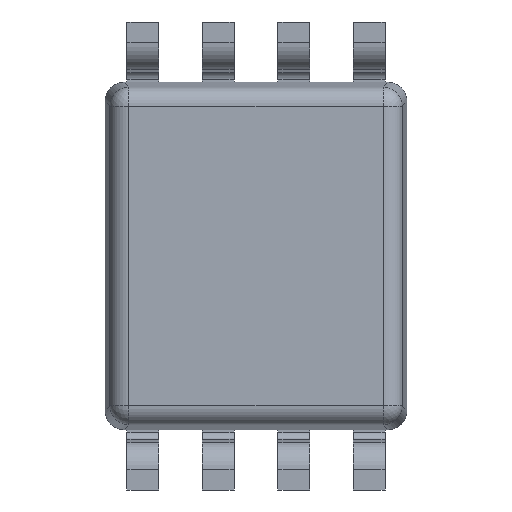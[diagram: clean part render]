
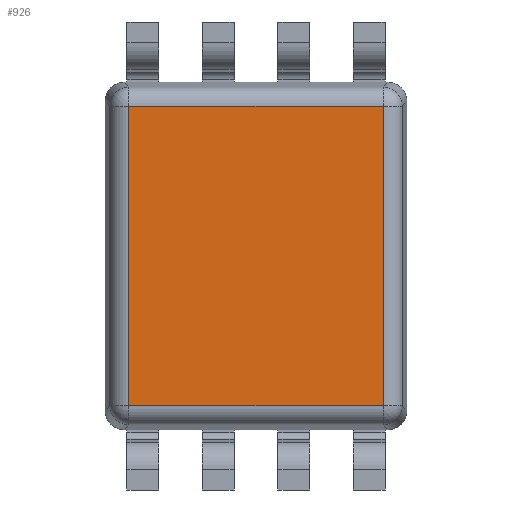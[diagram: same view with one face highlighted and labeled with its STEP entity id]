
A CAD part, front view. The second image highlights one B-rep face of the part: STEP entity #926.
In plain terms, the highlighted planar face has unit normal (0, -1, 0).
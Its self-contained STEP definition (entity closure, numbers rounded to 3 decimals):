
#42=DIRECTION('',(0.,0.,-1.));
#43=VECTOR('',#42,1.985);
#44=CARTESIAN_POINT('',(-0.843,-0.465,0.993));
#45=LINE('',#44,#43);
#50=DIRECTION('',(-1.,0.,0.));
#51=VECTOR('',#50,1.685);
#52=CARTESIAN_POINT('',(0.843,-0.465,0.993));
#53=LINE('',#52,#51);
#57=DIRECTION('',(0.,0.,1.));
#58=VECTOR('',#57,1.985);
#59=CARTESIAN_POINT('',(0.843,-0.465,-0.993));
#60=LINE('',#59,#58);
#64=DIRECTION('',(1.,0.,0.));
#65=VECTOR('',#64,1.685);
#66=CARTESIAN_POINT('',(-0.843,-0.465,-0.993));
#67=LINE('',#66,#65);
#815=CARTESIAN_POINT('',(-0.843,-0.465,0.993));
#816=CARTESIAN_POINT('',(-0.843,-0.465,-0.993));
#817=VERTEX_POINT('',#815);
#818=VERTEX_POINT('',#816);
#892=CARTESIAN_POINT('',(0.843,-0.465,-0.993));
#893=VERTEX_POINT('',#892);
#894=CARTESIAN_POINT('',(0.843,-0.465,0.993));
#895=VERTEX_POINT('',#894);
#911=CARTESIAN_POINT('',(0.,-0.465,0.));
#912=DIRECTION('',(0.,1.,0.));
#913=DIRECTION('',(1.,0.,0.));
#914=AXIS2_PLACEMENT_3D('',#911,#912,#913);
#915=PLANE('',#914);
#917=ORIENTED_EDGE('',*,*,#916,.F.);
#919=ORIENTED_EDGE('',*,*,#918,.F.);
#921=ORIENTED_EDGE('',*,*,#920,.F.);
#923=ORIENTED_EDGE('',*,*,#922,.F.);
#924=EDGE_LOOP('',(#917,#919,#921,#923));
#925=FACE_OUTER_BOUND('',#924,.F.);
#926=ADVANCED_FACE('',(#925),#915,.F.);
#916=EDGE_CURVE('',#817,#818,#45,.T.);
#918=EDGE_CURVE('',#895,#817,#53,.T.);
#920=EDGE_CURVE('',#893,#895,#60,.T.);
#922=EDGE_CURVE('',#818,#893,#67,.T.);
